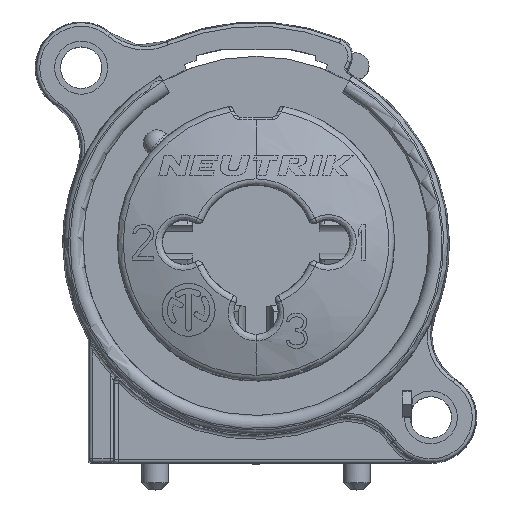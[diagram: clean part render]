
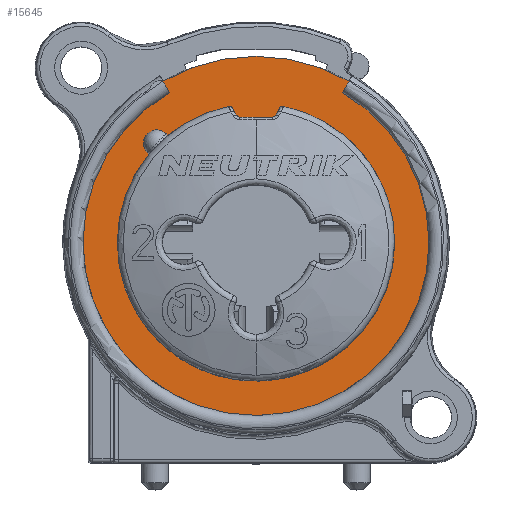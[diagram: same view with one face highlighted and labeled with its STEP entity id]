
A CAD part, top view. The second image highlights one B-rep face of the part: STEP entity #15645.
In plain terms, the highlighted planar face has unit normal (0, 0, 1).
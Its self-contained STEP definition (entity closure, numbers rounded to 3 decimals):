
#1060=DIRECTION('',(-0.5,0.866,0.));
#1061=VECTOR('',#1060,0.747);
#1062=CARTESIAN_POINT('',(-4.897,8.482,2.35));
#1063=LINE('',#1062,#1061);
#1064=CARTESIAN_POINT('',(0.,0.,2.35));
#1065=DIRECTION('',(0.,0.,-1.));
#1066=DIRECTION('',(-0.5,0.866,0.));
#1067=AXIS2_PLACEMENT_3D('',#1064,#1065,#1066);
#1069=DIRECTION('',(-0.5,-0.866,0.));
#1070=VECTOR('',#1069,0.747);
#1071=CARTESIAN_POINT('',(5.271,9.129,2.35));
#1072=LINE('',#1071,#1070);
#1073=CARTESIAN_POINT('',(0.,0.,2.35));
#1074=DIRECTION('',(0.,0.,-1.));
#1075=DIRECTION('',(0.5,0.866,0.));
#1076=AXIS2_PLACEMENT_3D('',#1073,#1074,#1075);
#1078=CARTESIAN_POINT('',(0.,0.,2.35));
#1079=DIRECTION('',(0.,0.,-1.));
#1080=DIRECTION('',(1.,0.,0.));
#1081=AXIS2_PLACEMENT_3D('',#1078,#1079,#1080);
#1083=CARTESIAN_POINT('',(0.,0.,2.35));
#1084=DIRECTION('',(0.,0.,-1.));
#1085=DIRECTION('',(-1.,0.,0.));
#1086=AXIS2_PLACEMENT_3D('',#1083,#1084,#1085);
#1088=DIRECTION('',(-0.5,-0.866,0.));
#1089=VECTOR('',#1088,0.467);
#1090=CARTESIAN_POINT('',(1.341,7.604,2.35));
#1091=LINE('',#1090,#1089);
#1092=CARTESIAN_POINT('',(0.935,7.3,2.35));
#1093=DIRECTION('',(0.,0.,-1.));
#1094=DIRECTION('',(0.866,-0.5,0.));
#1095=AXIS2_PLACEMENT_3D('',#1092,#1093,#1094);
#1097=CARTESIAN_POINT('',(-0.935,7.3,2.35));
#1098=DIRECTION('',(0.,0.,-1.));
#1099=DIRECTION('',(0.,-1.,0.));
#1100=AXIS2_PLACEMENT_3D('',#1097,#1098,#1099);
#1102=DIRECTION('',(-0.5,0.866,0.));
#1103=VECTOR('',#1102,0.467);
#1104=CARTESIAN_POINT('',(-1.108,7.2,2.35));
#1105=LINE('',#1104,#1103);
#1106=CARTESIAN_POINT('',(-1.341,7.604,2.35));
#1107=CARTESIAN_POINT('',(-1.365,7.646,2.35));
#1108=CARTESIAN_POINT('',(-1.428,7.695,2.35));
#1109=CARTESIAN_POINT('',(-1.507,7.71,2.35));
#1110=CARTESIAN_POINT('',(-1.554,7.7,2.35));
#1112=CARTESIAN_POINT('',(0.,0.,2.35));
#1113=DIRECTION('',(0.,0.,1.));
#1114=DIRECTION('',(-0.198,0.98,0.));
#1115=AXIS2_PLACEMENT_3D('',#1112,#1113,#1114);
#1117=DIRECTION('',(-0.707,0.707,0.));
#1118=VECTOR('',#1117,0.13);
#1119=CARTESIAN_POINT('',(-4.999,6.06,2.35));
#1120=LINE('',#1119,#1118);
#1121=CARTESIAN_POINT('',(-5.621,5.621,2.35));
#1122=DIRECTION('',(0.,0.,1.));
#1123=DIRECTION('',(0.707,0.707,0.));
#1124=AXIS2_PLACEMENT_3D('',#1121,#1122,#1123);
#1126=DIRECTION('',(0.707,-0.707,0.));
#1127=VECTOR('',#1126,0.13);
#1128=CARTESIAN_POINT('',(-6.152,5.091,2.35));
#1129=LINE('',#1128,#1127);
#1130=CARTESIAN_POINT('',(0.,0.,2.35));
#1131=DIRECTION('',(0.,0.,1.));
#1132=DIRECTION('',(-0.771,0.636,0.));
#1133=AXIS2_PLACEMENT_3D('',#1130,#1131,#1132);
#1135=CARTESIAN_POINT('',(0.,0.,2.35));
#1136=DIRECTION('',(0.,0.,1.));
#1137=DIRECTION('',(-1.,0.,0.));
#1138=AXIS2_PLACEMENT_3D('',#1135,#1136,#1137);
#1140=CARTESIAN_POINT('',(0.,0.,2.35));
#1141=DIRECTION('',(0.,0.,1.));
#1142=DIRECTION('',(0.771,-0.636,0.));
#1143=AXIS2_PLACEMENT_3D('',#1140,#1141,#1142);
#1145=CARTESIAN_POINT('',(0.,0.,2.35));
#1146=DIRECTION('',(0.,0.,1.));
#1147=DIRECTION('',(1.,0.,0.));
#1148=AXIS2_PLACEMENT_3D('',#1145,#1146,#1147);
#1150=CARTESIAN_POINT('',(1.554,7.7,2.35));
#1151=CARTESIAN_POINT('',(1.507,7.71,2.35));
#1152=CARTESIAN_POINT('',(1.428,7.695,2.35));
#1153=CARTESIAN_POINT('',(1.365,7.646,2.35));
#1154=CARTESIAN_POINT('',(1.341,7.604,2.35));
#5303=DIRECTION('',(1.,0.,0.));
#5304=VECTOR('',#5303,1.869);
#5305=CARTESIAN_POINT('',(-0.935,7.1,2.35));
#5306=LINE('',#5305,#5304);
#12403=CARTESIAN_POINT('',(-4.897,8.482,
2.35));
#12404=CARTESIAN_POINT('',(-5.271,9.129,2.35));
#12405=VERTEX_POINT('',#12403);
#12406=VERTEX_POINT('',#12404);
#12407=CARTESIAN_POINT('',(5.271,9.129,2.35));
#12408=VERTEX_POINT('',#12407);
#12409=CARTESIAN_POINT('',(4.897,8.482,2.35));
#12410=VERTEX_POINT('',#12409);
#12411=CARTESIAN_POINT('',(-9.794,0.,2.35));
#12412=VERTEX_POINT('',#12411);
#12413=CARTESIAN_POINT('',(9.794,0.,2.35));
#12414=VERTEX_POINT('',#12413);
#12415=CARTESIAN_POINT('',(1.341,7.604,2.35));
#12416=CARTESIAN_POINT('',(1.108,7.2,2.35));
#12417=VERTEX_POINT('',#12415);
#12418=VERTEX_POINT('',#12416);
#12419=CARTESIAN_POINT('',(0.935,7.1,2.35));
#12420=VERTEX_POINT('',#12419);
#12421=CARTESIAN_POINT('',(-0.935,7.1,2.35));
#12422=VERTEX_POINT('',#12421);
#12423=CARTESIAN_POINT('',(-1.108,7.2,2.35));
#12424=VERTEX_POINT('',#12423);
#12425=CARTESIAN_POINT('',(-1.341,7.604,2.35));
#12426=VERTEX_POINT('',#12425);
#12427=VERTEX_POINT('',#1110);
#12428=CARTESIAN_POINT('',(-4.999,6.06,2.35));
#12429=VERTEX_POINT('',#12428);
#12430=CARTESIAN_POINT('',(-5.091,6.152,2.35));
#12431=VERTEX_POINT('',#12430);
#12432=CARTESIAN_POINT('',(-6.152,5.091,2.35));
#12433=VERTEX_POINT('',#12432);
#12434=CARTESIAN_POINT('',(-6.06,4.999,2.35));
#12435=VERTEX_POINT('',#12434);
#12436=CARTESIAN_POINT('',(-7.856,0.,2.35));
#12437=VERTEX_POINT('',#12436);
#12438=CARTESIAN_POINT('',(6.06,-4.999,2.35));
#12439=VERTEX_POINT('',#12438);
#12440=CARTESIAN_POINT('',(7.856,0.,2.35));
#12441=VERTEX_POINT('',#12440);
#12442=CARTESIAN_POINT('',(1.554,7.7,2.35));
#12443=VERTEX_POINT('',#12442);
#15596=CARTESIAN_POINT('',(0.,0.,2.35));
#15597=DIRECTION('',(0.,0.,-1.));
#15598=DIRECTION('',(-1.,0.,0.));
#15599=AXIS2_PLACEMENT_3D('',#15596,#15597,#15598);
#15600=PLANE('',#15599);
#15601=ORIENTED_EDGE('',*,*,#15579,.T.);
#15602=ORIENTED_EDGE('',*,*,#14999,.T.);
#15604=ORIENTED_EDGE('',*,*,#15603,.T.);
#15606=ORIENTED_EDGE('',*,*,#15605,.T.);
#15608=ORIENTED_EDGE('',*,*,#15607,.T.);
#15610=ORIENTED_EDGE('',*,*,#15609,.T.);
#15611=EDGE_LOOP('',(#15601,#15602,#15604,#15606,#15608,#15610));
#15612=FACE_OUTER_BOUND('',#15611,.F.);
#15614=ORIENTED_EDGE('',*,*,#15613,.T.);
#15616=ORIENTED_EDGE('',*,*,#15615,.T.);
#15618=ORIENTED_EDGE('',*,*,#15617,.F.);
#15620=ORIENTED_EDGE('',*,*,#15619,.T.);
#15622=ORIENTED_EDGE('',*,*,#15621,.T.);
#15624=ORIENTED_EDGE('',*,*,#15623,.T.);
#15626=ORIENTED_EDGE('',*,*,#15625,.T.);
#15628=ORIENTED_EDGE('',*,*,#15627,.T.);
#15630=ORIENTED_EDGE('',*,*,#15629,.T.);
#15632=ORIENTED_EDGE('',*,*,#15631,.T.);
#15634=ORIENTED_EDGE('',*,*,#15633,.T.);
#15636=ORIENTED_EDGE('',*,*,#15635,.T.);
#15638=ORIENTED_EDGE('',*,*,#15637,.T.);
#15640=ORIENTED_EDGE('',*,*,#15639,.T.);
#15642=ORIENTED_EDGE('',*,*,#15641,.T.);
#15643=EDGE_LOOP('',(#15614,#15616,#15618,#15620,#15622,#15624,#15626,#15628,
#15630,#15632,#15634,#15636,#15638,#15640,#15642));
#15644=FACE_BOUND('',#15643,.F.);
#1068=CIRCLE('',#1067,10.541);
#1077=CIRCLE('',#1076,9.794);
#1082=CIRCLE('',#1081,9.794);
#1087=CIRCLE('',#1086,9.794);
#1096=CIRCLE('',#1095,0.2);
#1101=CIRCLE('',#1100,0.2);
#1111=B_SPLINE_CURVE_WITH_KNOTS('',3,(#1106,#1107,#1108,#1109,#1110),
.UNSPECIFIED.,.F.,.F.,(4,1,4),(0.,0.5,1.),.UNSPECIFIED.);
#1116=CIRCLE('',#1115,7.856);
#1125=CIRCLE('',#1124,0.75);
#1134=CIRCLE('',#1133,7.856);
#1139=CIRCLE('',#1138,7.856);
#1144=CIRCLE('',#1143,7.856);
#1149=CIRCLE('',#1148,7.856);
#1155=B_SPLINE_CURVE_WITH_KNOTS('',3,(#1150,#1151,#1152,#1153,#1154),
.UNSPECIFIED.,.F.,.F.,(4,1,4),(0.,0.5,1.),.UNSPECIFIED.);
#14999=EDGE_CURVE('',#12406,#12408,#1068,.T.);
#15579=EDGE_CURVE('',#12405,#12406,#1063,.T.);
#15603=EDGE_CURVE('',#12408,#12410,#1072,.T.);
#15605=EDGE_CURVE('',#12410,#12414,#1077,.T.);
#15607=EDGE_CURVE('',#12414,#12412,#1082,.T.);
#15609=EDGE_CURVE('',#12412,#12405,#1087,.T.);
#15613=EDGE_CURVE('',#12417,#12418,#1091,.T.);
#15615=EDGE_CURVE('',#12418,#12420,#1096,.T.);
#15617=EDGE_CURVE('',#12422,#12420,#5306,.T.);
#15619=EDGE_CURVE('',#12422,#12424,#1101,.T.);
#15621=EDGE_CURVE('',#12424,#12426,#1105,.T.);
#15623=EDGE_CURVE('',#12426,#12427,#1111,.T.);
#15625=EDGE_CURVE('',#12427,#12429,#1116,.T.);
#15627=EDGE_CURVE('',#12429,#12431,#1120,.T.);
#15629=EDGE_CURVE('',#12431,#12433,#1125,.T.);
#15631=EDGE_CURVE('',#12433,#12435,#1129,.T.);
#15633=EDGE_CURVE('',#12435,#12437,#1134,.T.);
#15635=EDGE_CURVE('',#12437,#12439,#1139,.T.);
#15637=EDGE_CURVE('',#12439,#12441,#1144,.T.);
#15639=EDGE_CURVE('',#12441,#12443,#1149,.T.);
#15641=EDGE_CURVE('',#12443,#12417,#1155,.T.);
#15645=ADVANCED_FACE('',(#15612,#15644),#15600,.F.);
